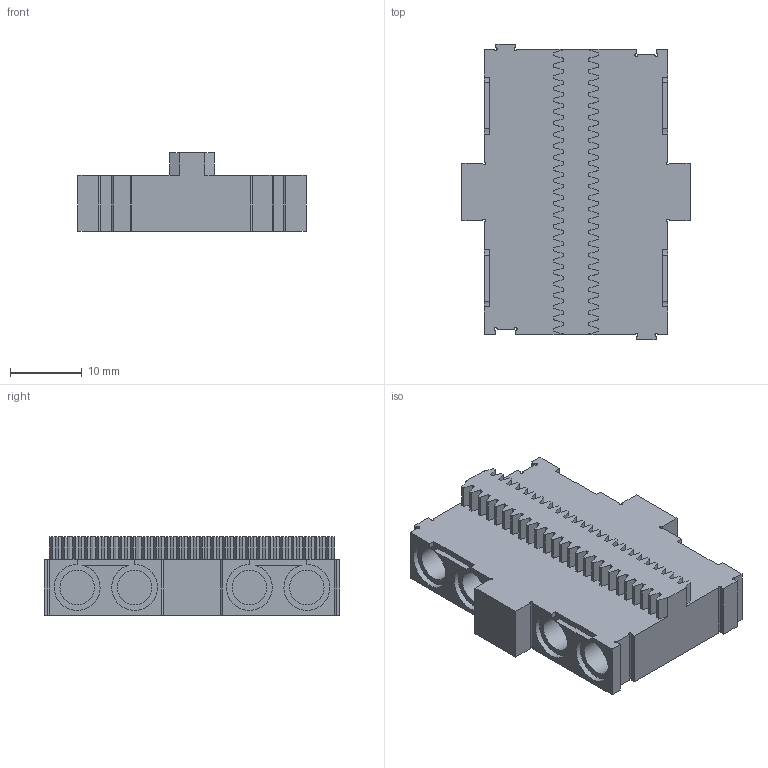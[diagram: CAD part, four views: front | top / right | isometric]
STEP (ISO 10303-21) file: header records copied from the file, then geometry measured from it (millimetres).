
FILE_DESCRIPTION(('Open CASCADE Model'),'2;1');
FILE_NAME('Open CASCADE Shape Model','2024-11-11T22:32:23',('Author'),( 'Open CASCADE'),'Open CASCADE STEP processor 7.7','Open CASCADE 7.7' ,'Unknown');
FILE_SCHEMA(('AUTOMOTIVE_DESIGN { 1 0 10303 214 1 1 1 1 }'));
Length unit declared in the file: millimetre
Products named in the file (1): Open CASCADE STEP translator 7.7 9
Bounding box: 31.8 x 41.2 x 11 mm (x, y, z)
Volume: 6409.9 mm3; surface area: 5614.7 mm2
Topology: 1 solids, 1 shells, 356 faces, 1036 edges, 688 vertices
Faces by surface type: plane 316, cylinder 40
Full cylindrical faces by diameter (mm): 4.8 x8
Entity records: 25232 total; most frequent: CARTESIAN_POINT 4429, DIRECTION 3864, LINE 2932, VECTOR 2932, ORIENTED_EDGE 2072, PCURVE 2072, DEFINITIONAL_REPRESENTATION 2072, EDGE_CURVE 1036
